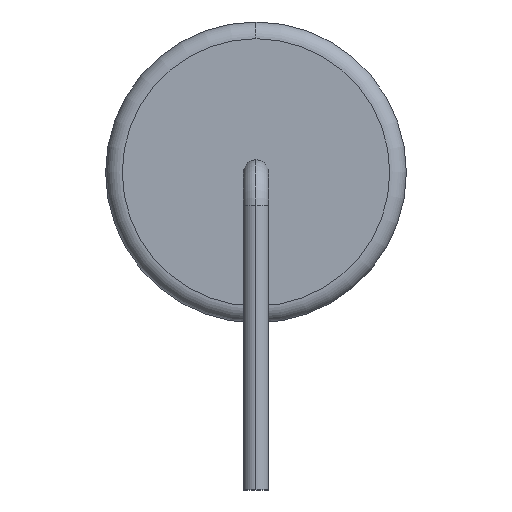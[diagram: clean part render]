
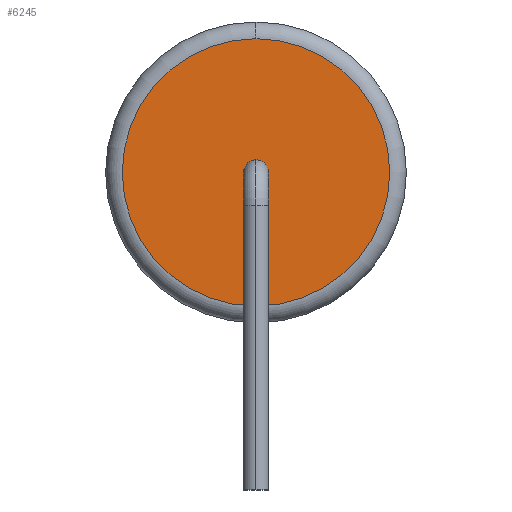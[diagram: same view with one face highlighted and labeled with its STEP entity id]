
A CAD part, left-side view. The second image highlights one B-rep face of the part: STEP entity #6245.
In plain terms, the highlighted planar face has unit normal (-1, 0, 0).
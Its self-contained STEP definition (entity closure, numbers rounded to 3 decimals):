
#15 = CARTESIAN_POINT ( 'NONE',  ( -18.25, 0., 0. ) ) ;
#163 = DIRECTION ( 'NONE',  ( -1., 0., 0. ) ) ;
#628 = DIRECTION ( 'NONE',  ( 0., 0., -1. ) ) ;
#1177 = CARTESIAN_POINT ( 'NONE',  ( -18.25, 0., -0.375 ) ) ;
#1445 = PLANE ( 'NONE',  #3450 ) ;
#1519 = ORIENTED_EDGE ( 'NONE', *, *, #6526, .T. ) ;
#1536 = AXIS2_PLACEMENT_3D ( 'NONE', #8367, #6708, #8312 ) ;
#1548 = CARTESIAN_POINT ( 'NONE',  ( -18.25, 0., 0. ) ) ;
#1747 = CARTESIAN_POINT ( 'NONE',  ( -18.25, 0., 4. ) ) ;
#2153 = FACE_BOUND ( 'NONE', #6397, .T. ) ;
#2590 = CARTESIAN_POINT ( 'NONE',  ( -18.25, 0., 0.375 ) ) ;
#3115 = EDGE_LOOP ( 'NONE', ( #1519, #5712 ) ) ;
#3133 = AXIS2_PLACEMENT_3D ( 'NONE', #15, #163, #6293 ) ;
#3450 = AXIS2_PLACEMENT_3D ( 'NONE', #7808, #5396, #3780 ) ;
#3780 = DIRECTION ( 'NONE',  ( 0., 0., -1. ) ) ;
#3863 = VERTEX_POINT ( 'NONE', #2590 ) ;
#4099 = ORIENTED_EDGE ( 'NONE', *, *, #9248, .F. ) ;
#4392 = VERTEX_POINT ( 'NONE', #1747 ) ;
#4615 = CIRCLE ( 'NONE', #4773, 0.375 ) ;
#4773 = AXIS2_PLACEMENT_3D ( 'NONE', #1548, #5392, #628 ) ;
#5050 = CIRCLE ( 'NONE', #3133, 4. ) ;
#5392 = DIRECTION ( 'NONE',  ( -1., 0., 0. ) ) ;
#5396 = DIRECTION ( 'NONE',  ( 1., 0., 0. ) ) ;
#5712 = ORIENTED_EDGE ( 'NONE', *, *, #5891, .T. ) ;
#5756 = VERTEX_POINT ( 'NONE', #1177 ) ;
#5891 = EDGE_CURVE ( 'NONE', #9082, #4392, #5050, .T. ) ;
#5893 = CIRCLE ( 'NONE', #1536, 0.375 ) ;
#6245 = ADVANCED_FACE ( 'NONE', ( #2153, #7028 ), #1445, .F. ) ;
#6293 = DIRECTION ( 'NONE',  ( 0., 0., 1. ) ) ;
#6397 = EDGE_LOOP ( 'NONE', ( #4099, #8346 ) ) ;
#6520 = AXIS2_PLACEMENT_3D ( 'NONE', #9562, #7990, #7839 ) ;
#6526 = EDGE_CURVE ( 'NONE', #4392, #9082, #9474, .T. ) ;
#6708 = DIRECTION ( 'NONE',  ( -1., 0., 0. ) ) ;
#7028 = FACE_OUTER_BOUND ( 'NONE', #3115, .T. ) ;
#7130 = CARTESIAN_POINT ( 'NONE',  ( -18.25, 0., -4. ) ) ;
#7808 = CARTESIAN_POINT ( 'NONE',  ( -18.25, 0., 0. ) ) ;
#7839 = DIRECTION ( 'NONE',  ( 0., 0., 1. ) ) ;
#7990 = DIRECTION ( 'NONE',  ( -1., 0., 0. ) ) ;
#8312 = DIRECTION ( 'NONE',  ( 0., 0., -1. ) ) ;
#8346 = ORIENTED_EDGE ( 'NONE', *, *, #8360, .F. ) ;
#8360 = EDGE_CURVE ( 'NONE', #5756, #3863, #5893, .T. ) ;
#8367 = CARTESIAN_POINT ( 'NONE',  ( -18.25, 0., 0. ) ) ;
#9082 = VERTEX_POINT ( 'NONE', #7130 ) ;
#9248 = EDGE_CURVE ( 'NONE', #3863, #5756, #4615, .T. ) ;
#9474 = CIRCLE ( 'NONE', #6520, 4. ) ;
#9562 = CARTESIAN_POINT ( 'NONE',  ( -18.25, 0., 0. ) ) ;
